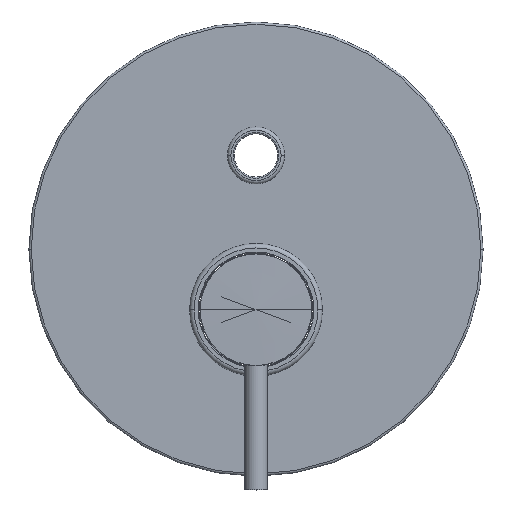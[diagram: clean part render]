
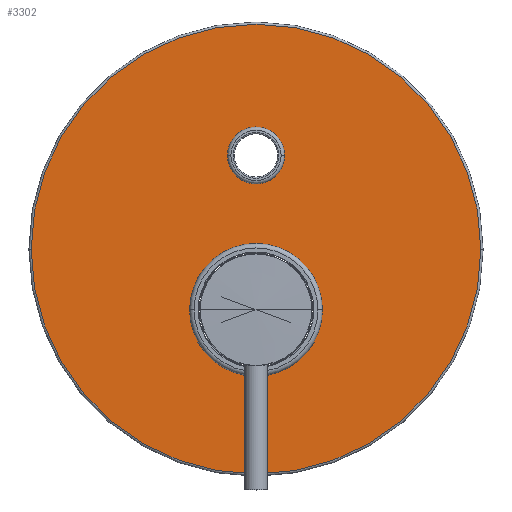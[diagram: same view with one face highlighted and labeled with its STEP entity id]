
A CAD part, top view. The second image highlights one B-rep face of the part: STEP entity #3302.
In plain terms, the highlighted planar face has unit normal (0, 0, 1).
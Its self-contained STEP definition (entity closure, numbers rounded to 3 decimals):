
#2626=CARTESIAN_POINT('',(0.,26.75,-4.));
#2627=DIRECTION('',(0.,0.,1.));
#2628=DIRECTION('',(-1.,0.,0.));
#2629=AXIS2_PLACEMENT_3D('',#2626,#2627,#2628);
#2631=CARTESIAN_POINT('',(0.,26.75,-4.));
#2632=DIRECTION('',(0.,0.,1.));
#2633=DIRECTION('',(1.,0.,0.));
#2634=AXIS2_PLACEMENT_3D('',#2631,#2632,#2633);
#2636=CARTESIAN_POINT('',(0.,68.,-4.));
#2637=DIRECTION('',(0.,0.,-1.));
#2638=DIRECTION('',(-1.,0.,0.));
#2639=AXIS2_PLACEMENT_3D('',#2636,#2637,#2638);
#2641=CARTESIAN_POINT('',(0.,68.,-4.));
#2642=DIRECTION('',(0.,0.,-1.));
#2643=DIRECTION('',(1.,0.,0.));
#2644=AXIS2_PLACEMENT_3D('',#2641,#2642,#2643);
#2646=CARTESIAN_POINT('',(0.,0.,-4.));
#2647=DIRECTION('',(0.,0.,-1.));
#2648=DIRECTION('',(-1.,0.,0.));
#2649=AXIS2_PLACEMENT_3D('',#2646,#2647,#2648);
#2651=CARTESIAN_POINT('',(0.,0.,-4.));
#2652=DIRECTION('',(0.,0.,-1.));
#2653=DIRECTION('',(1.,0.,0.));
#2654=AXIS2_PLACEMENT_3D('',#2651,#2652,#2653);
#3087=CARTESIAN_POINT('',(-99.,26.75,-4.));
#3088=CARTESIAN_POINT('',(99.,26.75,-4.));
#3089=VERTEX_POINT('',#3087);
#3090=VERTEX_POINT('',#3088);
#3139=CARTESIAN_POINT('',(-12.55,68.,-4.));
#3140=CARTESIAN_POINT('',(12.55,68.,-4.));
#3141=VERTEX_POINT('',#3139);
#3142=VERTEX_POINT('',#3140);
#3187=CARTESIAN_POINT('',(-29.25,0.,-4.));
#3188=CARTESIAN_POINT('',(29.25,0.,-4.));
#3189=VERTEX_POINT('',#3187);
#3190=VERTEX_POINT('',#3188);
#3280=CARTESIAN_POINT('',(0.,26.75,-4.));
#3281=DIRECTION('',(0.,0.,-1.));
#3282=DIRECTION('',(1.,0.,0.));
#3283=AXIS2_PLACEMENT_3D('',#3280,#3281,#3282);
#3284=PLANE('',#3283);
#3286=ORIENTED_EDGE('',*,*,#3285,.F.);
#3288=ORIENTED_EDGE('',*,*,#3287,.F.);
#3289=EDGE_LOOP('',(#3286,#3288));
#3290=FACE_OUTER_BOUND('',#3289,.F.);
#3292=ORIENTED_EDGE('',*,*,#3291,.F.);
#3294=ORIENTED_EDGE('',*,*,#3293,.F.);
#3295=EDGE_LOOP('',(#3292,#3294));
#3296=FACE_BOUND('',#3295,.F.);
#3297=ORIENTED_EDGE('',*,*,#3263,.F.);
#3299=ORIENTED_EDGE('',*,*,#3298,.F.);
#3300=EDGE_LOOP('',(#3297,#3299));
#3301=FACE_BOUND('',#3300,.F.);
#3302=ADVANCED_FACE('',(#3290,#3296,#3301),#3284,.F.);
#2630=CIRCLE('',#2629,99.);
#2635=CIRCLE('',#2634,99.);
#2640=CIRCLE('',#2639,12.55);
#2645=CIRCLE('',#2644,12.55);
#2650=CIRCLE('',#2649,29.25);
#2655=CIRCLE('',#2654,29.25);
#3263=EDGE_CURVE('',#3189,#3190,#2650,.T.);
#3285=EDGE_CURVE('',#3089,#3090,#2630,.T.);
#3287=EDGE_CURVE('',#3090,#3089,#2635,.T.);
#3291=EDGE_CURVE('',#3141,#3142,#2640,.T.);
#3293=EDGE_CURVE('',#3142,#3141,#2645,.T.);
#3298=EDGE_CURVE('',#3190,#3189,#2655,.T.);
